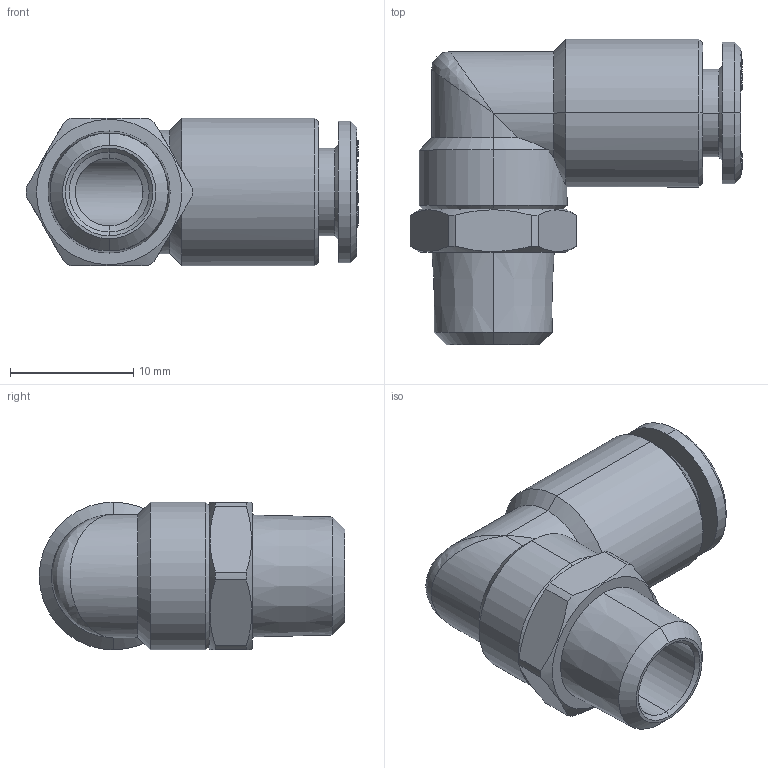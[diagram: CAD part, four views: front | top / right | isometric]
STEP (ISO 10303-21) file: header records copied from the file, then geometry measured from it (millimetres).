
FILE_DESCRIPTION (( 'STEP AP203' ), '1' );
FILE_NAME ('B0060031.STEP', '2011-03-22T08:54:58', ( '' ), ( 'sopra-pneumatic' ), 'SwSTEP 2.0', 'SolidWorks 2009', '' );
FILE_SCHEMA (( 'CONFIG_CONTROL_DESIGN' ));
Length unit declared in the file: millimetre
Products named in the file (1): B0060031
Bounding box: 26.95 x 24.8 x 12 mm (x, y, z)
Volume: 2571.9 mm3; surface area: 2424.1 mm2
Topology: 1 solids, 3 shells, 189 faces, 465 edges, 298 vertices
Faces by surface type: plane 85, bspline 44, cylinder 32, cone 28
Entity records: 9983 total; most frequent: CARTESIAN_POINT 5753, ORIENTED_EDGE 926, DIRECTION 714, EDGE_CURVE 463, VERTEX_POINT 298, VECTOR 270, LINE 270, AXIS2_PLACEMENT_3D 222
